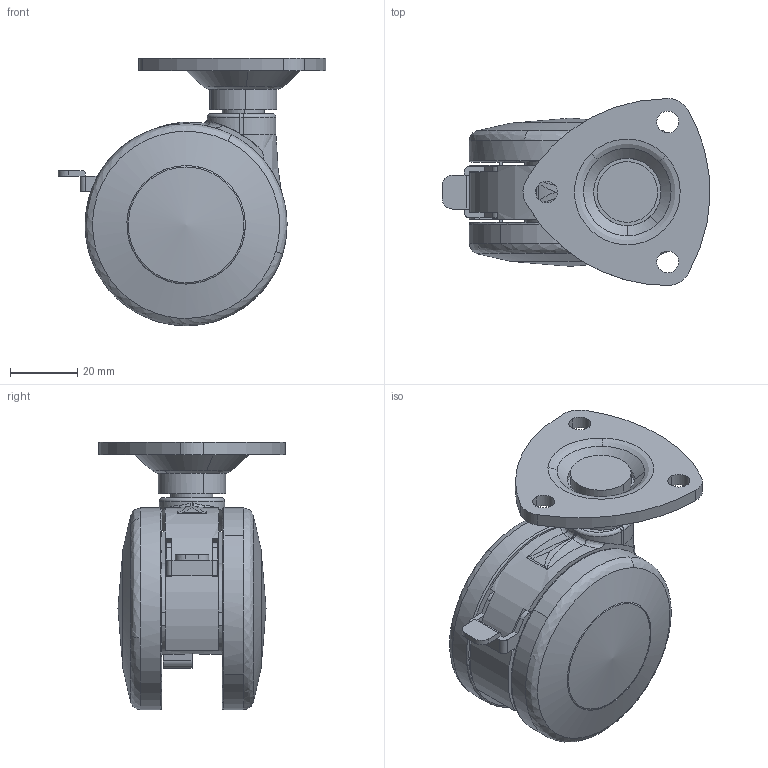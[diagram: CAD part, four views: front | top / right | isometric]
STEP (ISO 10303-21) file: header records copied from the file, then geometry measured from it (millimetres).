
FILE_DESCRIPTION((''),'2;1');
FILE_NAME('','2005-12-16T11:20:31',(''),(''),'','CADfix','');
FILE_SCHEMA(('AUTOMOTIVE_DESIGN'));
Length unit declared in the file: millimetre
Products named in the file (6): wheel; mounting plate; main shaft; lever; body; G7S_13302_36
Assembly tree (6 placements, depth 2):
  G7S_13302_36
    wheel  x2
    mounting plate
    main shaft
    lever
    body
Bounding box: 79.51 x 55.57 x 79.5 mm (x, y, z)
Volume: 101994.3 mm3; surface area: 39983.8 mm2
Topology: 6 solids, 6 shells, 216 faces, 674 edges, 488 vertices
Faces by surface type: bspline 216
Entity records: 8129 total; most frequent: CARTESIAN_POINT 4692, ORIENTED_EDGE 1212, EDGE_CURVE 606, VERTEX_POINT 436, QUASI_UNIFORM_CURVE 241, EDGE_LOOP 230, FACE_OUTER_BOUND 197, ADVANCED_FACE 197
